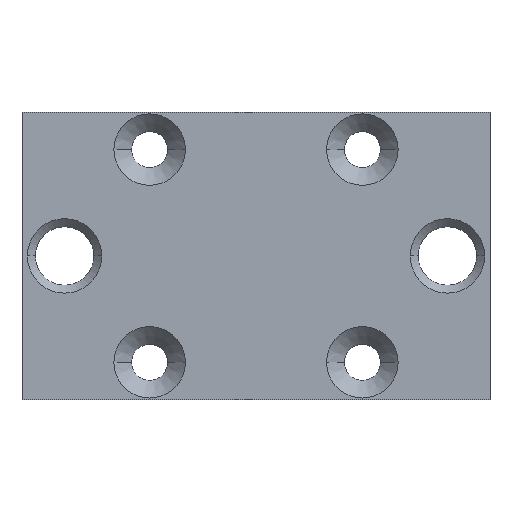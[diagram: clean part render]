
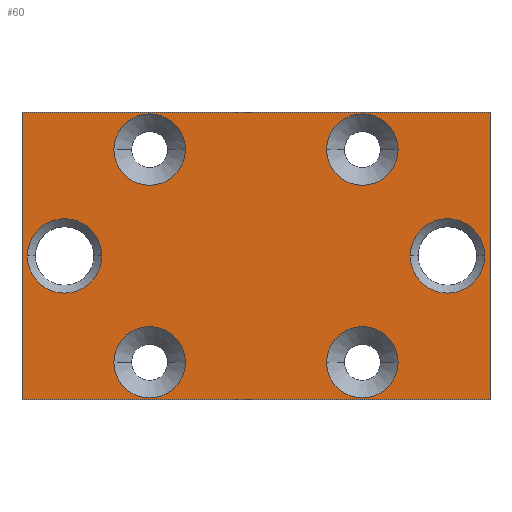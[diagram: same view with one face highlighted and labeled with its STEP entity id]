
A CAD part, top view. The second image highlights one B-rep face of the part: STEP entity #60.
In plain terms, the highlighted planar face has unit normal (0, 0, 1).
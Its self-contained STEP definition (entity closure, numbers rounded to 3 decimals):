
#4 = EDGE_LOOP ( 'NONE', ( #245, #733 ) ) ;
#7 = EDGE_CURVE ( 'NONE', #415, #695, #455, .T. ) ;
#15 = DIRECTION ( 'NONE',  ( -1., 0., 0. ) ) ;
#20 = DIRECTION ( 'NONE',  ( 0., 0., 1. ) ) ;
#36 = AXIS2_PLACEMENT_3D ( 'NONE', #864, #877, #431 ) ;
#37 = CARTESIAN_POINT ( 'NONE',  ( 22., -13.5, 6. ) ) ;
#44 = CARTESIAN_POINT ( 'NONE',  ( 6.64, -10., 6. ) ) ;
#48 = DIRECTION ( 'NONE',  ( 0., 0., 1. ) ) ;
#60 = ADVANCED_FACE ( 'NONE', ( #263, #570, #841, #486, #786, #710, #470 ), #573, .F. ) ;
#70 = CARTESIAN_POINT ( 'NONE',  ( 18., 0., 6. ) ) ;
#72 = DIRECTION ( 'NONE',  ( 0., 0., 1. ) ) ;
#84 = CARTESIAN_POINT ( 'NONE',  ( -10., -10., 6. ) ) ;
#89 = CARTESIAN_POINT ( 'NONE',  ( -14.5, 0., 6. ) ) ;
#98 = ORIENTED_EDGE ( 'NONE', *, *, #647, .F. ) ;
#100 = ORIENTED_EDGE ( 'NONE', *, *, #102, .T. ) ;
#102 = EDGE_CURVE ( 'NONE', #798, #408, #537, .T. ) ;
#107 = CARTESIAN_POINT ( 'NONE',  ( -22., 13.5, 6. ) ) ;
#111 = EDGE_LOOP ( 'NONE', ( #367, #912 ) ) ;
#116 = EDGE_CURVE ( 'NONE', #408, #798, #456, .T. ) ;
#130 = DIRECTION ( 'NONE',  ( 1., 0., 0. ) ) ;
#134 = EDGE_CURVE ( 'NONE', #827, #724, #211, .T. ) ;
#136 = VERTEX_POINT ( 'NONE', #277 ) ;
#150 = DIRECTION ( 'NONE',  ( 1., 0., 0. ) ) ;
#152 = CARTESIAN_POINT ( 'NONE',  ( -6.64, 10., 6. ) ) ;
#160 = DIRECTION ( 'NONE',  ( 1., 0., 0. ) ) ;
#162 = DIRECTION ( 'NONE',  ( 0., 0., -1. ) ) ;
#166 = EDGE_CURVE ( 'NONE', #913, #229, #311, .T. ) ;
#169 = CIRCLE ( 'NONE', #558, 3.5 ) ;
#184 = EDGE_CURVE ( 'NONE', #895, #827, #670, .T. ) ;
#187 = DIRECTION ( 'NONE',  ( 1., 0., 0. ) ) ;
#191 = DIRECTION ( 'NONE',  ( 0., 0., -1. ) ) ;
#200 = DIRECTION ( 'NONE',  ( 0., 0., -1. ) ) ;
#202 = AXIS2_PLACEMENT_3D ( 'NONE', #70, #200, #945 ) ;
#211 = LINE ( 'NONE', #881, #715 ) ;
#224 = DIRECTION ( 'NONE',  ( 1., 0., 0. ) ) ;
#229 = VERTEX_POINT ( 'NONE', #608 ) ;
#232 = AXIS2_PLACEMENT_3D ( 'NONE', #615, #621, #745 ) ;
#237 = VERTEX_POINT ( 'NONE', #152 ) ;
#238 = CARTESIAN_POINT ( 'NONE',  ( -18., 0., 6. ) ) ;
#245 = ORIENTED_EDGE ( 'NONE', *, *, #725, .F. ) ;
#261 = EDGE_CURVE ( 'NONE', #695, #415, #541, .T. ) ;
#263 = FACE_BOUND ( 'NONE', #276, .T. ) ;
#270 = DIRECTION ( 'NONE',  ( -1., 0., 0. ) ) ;
#273 = DIRECTION ( 'NONE',  ( 0., 0., 1. ) ) ;
#276 = EDGE_LOOP ( 'NONE', ( #100, #739 ) ) ;
#277 = CARTESIAN_POINT ( 'NONE',  ( -13.36, 10., 6. ) ) ;
#285 = CIRCLE ( 'NONE', #842, 3.36 ) ;
#295 = CARTESIAN_POINT ( 'NONE',  ( -22., 13.5, 6. ) ) ;
#296 = AXIS2_PLACEMENT_3D ( 'NONE', #322, #191, #496 ) ;
#300 = CARTESIAN_POINT ( 'NONE',  ( -10., 10., 6. ) ) ;
#311 = CIRCLE ( 'NONE', #372, 3.36 ) ;
#317 = CARTESIAN_POINT ( 'NONE',  ( -13.36, -10., 6. ) ) ;
#318 = CARTESIAN_POINT ( 'NONE',  ( 21.5, 0., 6. ) ) ;
#319 = EDGE_CURVE ( 'NONE', #645, #822, #169, .T. ) ;
#321 = EDGE_LOOP ( 'NONE', ( #848, #403 ) ) ;
#322 = CARTESIAN_POINT ( 'NONE',  ( 0., 0., 6. ) ) ;
#326 = VERTEX_POINT ( 'NONE', #317 ) ;
#329 = CARTESIAN_POINT ( 'NONE',  ( 14.5, 0., 6. ) ) ;
#332 = ORIENTED_EDGE ( 'NONE', *, *, #134, .T. ) ;
#338 = CARTESIAN_POINT ( 'NONE',  ( 10., -10., 6. ) ) ;
#346 = AXIS2_PLACEMENT_3D ( 'NONE', #575, #48, #187 ) ;
#357 = EDGE_CURVE ( 'NONE', #724, #565, #568, .T. ) ;
#364 = CIRCLE ( 'NONE', #874, 3.36 ) ;
#365 = CARTESIAN_POINT ( 'NONE',  ( -22., -13.5, 6. ) ) ;
#367 = ORIENTED_EDGE ( 'NONE', *, *, #319, .T. ) ;
#369 = CARTESIAN_POINT ( 'NONE',  ( 13.36, -10., 6. ) ) ;
#371 = AXIS2_PLACEMENT_3D ( 'NONE', #338, #766, #908 ) ;
#372 = AXIS2_PLACEMENT_3D ( 'NONE', #589, #273, #130 ) ;
#376 = CIRCLE ( 'NONE', #346, 3.36 ) ;
#395 = ORIENTED_EDGE ( 'NONE', *, *, #357, .T. ) ;
#402 = EDGE_LOOP ( 'NONE', ( #759, #828 ) ) ;
#403 = ORIENTED_EDGE ( 'NONE', *, *, #680, .F. ) ;
#408 = VERTEX_POINT ( 'NONE', #329 ) ;
#415 = VERTEX_POINT ( 'NONE', #44 ) ;
#427 = DIRECTION ( 'NONE',  ( 0., 1., 0. ) ) ;
#430 = EDGE_LOOP ( 'NONE', ( #395, #509, #468, #332 ) ) ;
#431 = DIRECTION ( 'NONE',  ( -1., 0., 0. ) ) ;
#446 = EDGE_CURVE ( 'NONE', #822, #645, #620, .T. ) ;
#448 = DIRECTION ( 'NONE',  ( 1., 0., 0. ) ) ;
#454 = CARTESIAN_POINT ( 'NONE',  ( 10., 10., 6. ) ) ;
#455 = CIRCLE ( 'NONE', #371, 3.36 ) ;
#456 = CIRCLE ( 'NONE', #36, 3.5 ) ;
#466 = EDGE_CURVE ( 'NONE', #555, #326, #376, .T. ) ;
#468 = ORIENTED_EDGE ( 'NONE', *, *, #184, .T. ) ;
#470 = FACE_OUTER_BOUND ( 'NONE', #430, .T. ) ;
#473 = AXIS2_PLACEMENT_3D ( 'NONE', #559, #850, #270 ) ;
#474 = CIRCLE ( 'NONE', #753, 3.36 ) ;
#476 = CARTESIAN_POINT ( 'NONE',  ( 22., -13.5, 6. ) ) ;
#483 = CARTESIAN_POINT ( 'NONE',  ( 6.64, 10., 6. ) ) ;
#486 = FACE_BOUND ( 'NONE', #4, .T. ) ;
#496 = DIRECTION ( 'NONE',  ( -1., 0., 0. ) ) ;
#499 = LINE ( 'NONE', #476, #930 ) ;
#504 = DIRECTION ( 'NONE',  ( -1., 0., 0. ) ) ;
#505 = VECTOR ( 'NONE', #655, 1000. ) ;
#508 = AXIS2_PLACEMENT_3D ( 'NONE', #300, #20, #448 ) ;
#509 = ORIENTED_EDGE ( 'NONE', *, *, #878, .T. ) ;
#515 = CARTESIAN_POINT ( 'NONE',  ( 22., 13.5, 6. ) ) ;
#537 = CIRCLE ( 'NONE', #202, 3.5 ) ;
#538 = ORIENTED_EDGE ( 'NONE', *, *, #614, .F. ) ;
#539 = VECTOR ( 'NONE', #427, 1000. ) ;
#541 = CIRCLE ( 'NONE', #232, 3.36 ) ;
#555 = VERTEX_POINT ( 'NONE', #943 ) ;
#558 = AXIS2_PLACEMENT_3D ( 'NONE', #238, #162, #15 ) ;
#559 = CARTESIAN_POINT ( 'NONE',  ( -18., 0., 6. ) ) ;
#565 = VERTEX_POINT ( 'NONE', #365 ) ;
#568 = LINE ( 'NONE', #107, #505 ) ;
#569 = DIRECTION ( 'NONE',  ( 1., 0., 0. ) ) ;
#570 = FACE_BOUND ( 'NONE', #111, .T. ) ;
#573 = PLANE ( 'NONE',  #296 ) ;
#575 = CARTESIAN_POINT ( 'NONE',  ( -10., -10., 6. ) ) ;
#589 = CARTESIAN_POINT ( 'NONE',  ( 10., 10., 6. ) ) ;
#608 = CARTESIAN_POINT ( 'NONE',  ( 13.36, 10., 6. ) ) ;
#614 = EDGE_CURVE ( 'NONE', #237, #136, #815, .T. ) ;
#615 = CARTESIAN_POINT ( 'NONE',  ( 10., -10., 6. ) ) ;
#620 = CIRCLE ( 'NONE', #473, 3.5 ) ;
#621 = DIRECTION ( 'NONE',  ( 0., 0., 1. ) ) ;
#628 = EDGE_LOOP ( 'NONE', ( #538, #98 ) ) ;
#633 = CARTESIAN_POINT ( 'NONE',  ( -21.5, 0., 6. ) ) ;
#645 = VERTEX_POINT ( 'NONE', #89 ) ;
#647 = EDGE_CURVE ( 'NONE', #136, #237, #285, .T. ) ;
#655 = DIRECTION ( 'NONE',  ( 0., -1., 0. ) ) ;
#670 = LINE ( 'NONE', #515, #539 ) ;
#680 = EDGE_CURVE ( 'NONE', #326, #555, #364, .T. ) ;
#684 = DIRECTION ( 'NONE',  ( 0., 0., 1. ) ) ;
#695 = VERTEX_POINT ( 'NONE', #369 ) ;
#710 = FACE_BOUND ( 'NONE', #321, .T. ) ;
#715 = VECTOR ( 'NONE', #504, 1000. ) ;
#724 = VERTEX_POINT ( 'NONE', #295 ) ;
#725 = EDGE_CURVE ( 'NONE', #229, #913, #474, .T. ) ;
#733 = ORIENTED_EDGE ( 'NONE', *, *, #166, .F. ) ;
#739 = ORIENTED_EDGE ( 'NONE', *, *, #116, .T. ) ;
#745 = DIRECTION ( 'NONE',  ( 1., 0., 0. ) ) ;
#746 = DIRECTION ( 'NONE',  ( 0., 0., 1. ) ) ;
#753 = AXIS2_PLACEMENT_3D ( 'NONE', #454, #684, #224 ) ;
#759 = ORIENTED_EDGE ( 'NONE', *, *, #261, .F. ) ;
#766 = DIRECTION ( 'NONE',  ( 0., 0., 1. ) ) ;
#786 = FACE_BOUND ( 'NONE', #402, .T. ) ;
#798 = VERTEX_POINT ( 'NONE', #318 ) ;
#815 = CIRCLE ( 'NONE', #508, 3.36 ) ;
#818 = CARTESIAN_POINT ( 'NONE',  ( -10., 10., 6. ) ) ;
#822 = VERTEX_POINT ( 'NONE', #633 ) ;
#827 = VERTEX_POINT ( 'NONE', #846 ) ;
#828 = ORIENTED_EDGE ( 'NONE', *, *, #7, .F. ) ;
#841 = FACE_BOUND ( 'NONE', #628, .T. ) ;
#842 = AXIS2_PLACEMENT_3D ( 'NONE', #818, #746, #160 ) ;
#846 = CARTESIAN_POINT ( 'NONE',  ( 22., 13.5, 6. ) ) ;
#848 = ORIENTED_EDGE ( 'NONE', *, *, #466, .F. ) ;
#850 = DIRECTION ( 'NONE',  ( 0., 0., -1. ) ) ;
#864 = CARTESIAN_POINT ( 'NONE',  ( 18., 0., 6. ) ) ;
#874 = AXIS2_PLACEMENT_3D ( 'NONE', #84, #72, #150 ) ;
#877 = DIRECTION ( 'NONE',  ( 0., 0., -1. ) ) ;
#878 = EDGE_CURVE ( 'NONE', #565, #895, #499, .T. ) ;
#881 = CARTESIAN_POINT ( 'NONE',  ( 22., 13.5, 6. ) ) ;
#895 = VERTEX_POINT ( 'NONE', #37 ) ;
#908 = DIRECTION ( 'NONE',  ( 1., 0., 0. ) ) ;
#912 = ORIENTED_EDGE ( 'NONE', *, *, #446, .T. ) ;
#913 = VERTEX_POINT ( 'NONE', #483 ) ;
#930 = VECTOR ( 'NONE', #569, 1000. ) ;
#943 = CARTESIAN_POINT ( 'NONE',  ( -6.64, -10., 6. ) ) ;
#945 = DIRECTION ( 'NONE',  ( -1., 0., 0. ) ) ;
